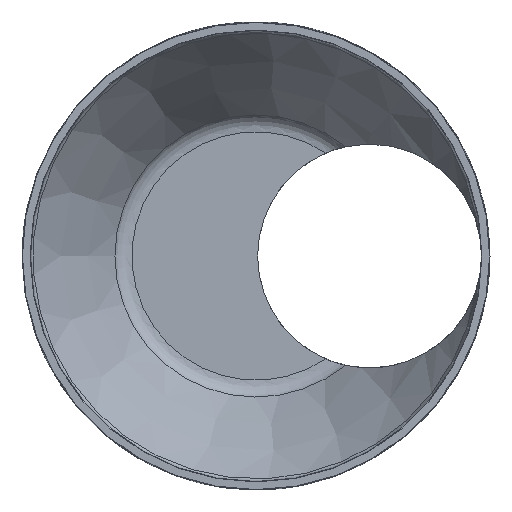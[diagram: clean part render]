
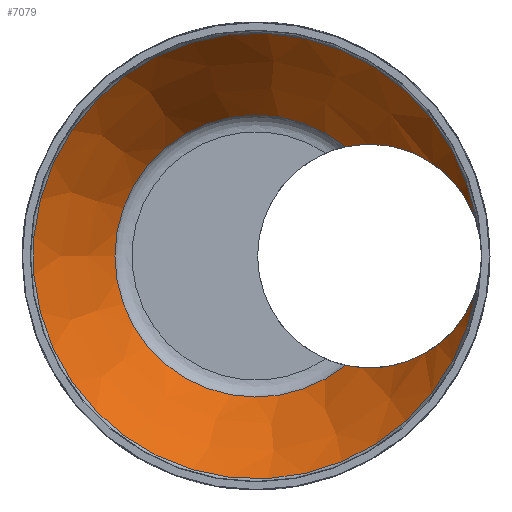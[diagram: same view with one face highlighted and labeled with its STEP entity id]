
A CAD part, left-side view. The second image highlights one B-rep face of the part: STEP entity #7079.
In plain terms, the highlighted conical face has half-angle 30 degrees and reference radius 58.767 mm.
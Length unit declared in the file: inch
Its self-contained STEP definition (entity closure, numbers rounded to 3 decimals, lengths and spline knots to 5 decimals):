
#18=CONICAL_SURFACE('',#7416,2.31365,30.);
#826=FACE_OUTER_BOUND('',#1255,.T.);
#1255=EDGE_LOOP('',(#6625,#6626,#6627,#6628));
#2293=CIRCLE('',#7404,2.85751);
#2297=CIRCLE('',#7414,1.80847);
#2740=B_SPLINE_CURVE_WITH_KNOTS('',3,(#16237,#16238,#16239,#16240,#16241,
#16242,#16243,#16244,#16245,#16246,#16247,#16248,#16249,#16250,#16251,#16252,
#16253,#16254,#16255,#16256,#16257,#16258),.UNSPECIFIED.,.F.,.F.,(4,2,2,
2,2,2,2,2,2,2,4),(1.1884,1.33562,2.67123,4.00685,
5.34247,5.87587,6.40928,6.94269,7.47609,
7.89373,8.08367),.UNSPECIFIED.);
#2743=B_SPLINE_CURVE_WITH_KNOTS('',3,(#16281,#16282,#16283,#16284,#16285,
#16286,#16287,#16288,#16289,#16290,#16291,#16292,#16293,#16294,#16295,#16296,
#16297,#16298,#16299,#16300,#16301,#16302),.UNSPECIFIED.,.F.,.F.,(4,2,2,
2,2,2,2,2,2,2,4),(10.2096,10.39955,10.81718,11.35059,
11.884,12.4174,12.95081,14.28642,15.62204,
16.95766,17.10487),.UNSPECIFIED.);
#3441=VERTEX_POINT('',#16220);
#3442=VERTEX_POINT('',#16229);
#3443=VERTEX_POINT('',#16236);
#3446=VERTEX_POINT('',#16270);
#4498=EDGE_CURVE('',#3443,#3442,#2740,.T.);
#4502=EDGE_CURVE('',#3441,#3446,#2743,.T.);
#4507=EDGE_CURVE('',#3441,#3442,#2293,.T.);
#4511=EDGE_CURVE('',#3443,#3446,#2297,.T.);
#6625=ORIENTED_EDGE('',*,*,#4498,.T.);
#6626=ORIENTED_EDGE('',*,*,#4507,.F.);
#6627=ORIENTED_EDGE('',*,*,#4502,.T.);
#6628=ORIENTED_EDGE('',*,*,#4511,.F.);
#7079=ADVANCED_FACE('',(#826),#18,.F.);
#7404=AXIS2_PLACEMENT_3D('',#16313,#8512,#8513);
#7414=AXIS2_PLACEMENT_3D('',#16326,#8532,#8533);
#7416=AXIS2_PLACEMENT_3D('',#16328,#8536,#8537);
#8512=DIRECTION('center_axis',(1.,0.,0.));
#8513=DIRECTION('ref_axis',(0.,1.,0.));
#8532=DIRECTION('center_axis',(-1.,0.,0.));
#8533=DIRECTION('ref_axis',(0.,1.,0.));
#8536=DIRECTION('center_axis',(-1.,0.,0.));
#8537=DIRECTION('ref_axis',(0.,-1.,0.));
#16220=CARTESIAN_POINT('',(0.55801,-4.71775,-0.43057));
#16229=CARTESIAN_POINT('',(0.55801,-4.71775,0.43057));
#16236=CARTESIAN_POINT('',(2.375,-3.03685,1.40067));
#16237=CARTESIAN_POINT('Ctrl Pts',(2.375,-3.03685,1.40067));
#16238=CARTESIAN_POINT('Ctrl Pts',(2.35858,-3.04862,1.40329));
#16239=CARTESIAN_POINT('Ctrl Pts',(2.34215,-3.06049,1.40578));
#16240=CARTESIAN_POINT('Ctrl Pts',(2.17675,-3.18097,1.42943));
#16241=CARTESIAN_POINT('Ctrl Pts',(2.02814,-3.29699,1.43903));
#16242=CARTESIAN_POINT('Ctrl Pts',(1.74031,-3.53574,1.42779));
#16243=CARTESIAN_POINT('Ctrl Pts',(1.60097,-3.65853,1.40695));
#16244=CARTESIAN_POINT('Ctrl Pts',(1.3386,-3.90105,1.33059));
#16245=CARTESIAN_POINT('Ctrl Pts',(1.21554,-4.02076,1.27513));
#16246=CARTESIAN_POINT('Ctrl Pts',(1.05884,-4.17874,1.17193));
#16247=CARTESIAN_POINT('Ctrl Pts',(1.01347,-4.2252,1.13792));
#16248=CARTESIAN_POINT('Ctrl Pts',(0.92499,-4.31712,
1.0608));
#16249=CARTESIAN_POINT('Ctrl Pts',(0.88188,-4.36259,
1.01768));
#16250=CARTESIAN_POINT('Ctrl Pts',(0.80089,-4.44911,0.92346));
#16251=CARTESIAN_POINT('Ctrl Pts',(0.76296,-4.49019,
0.87231));
#16252=CARTESIAN_POINT('Ctrl Pts',(0.69444,-4.56516,
0.76432));
#16253=CARTESIAN_POINT('Ctrl Pts',(0.66385,-4.59903,
0.70747));
#16254=CARTESIAN_POINT('Ctrl Pts',(0.61689,-4.65138,
0.60436));
#16255=CARTESIAN_POINT('Ctrl Pts',(0.59737,-4.6733,
0.55516));
#16256=CARTESIAN_POINT('Ctrl Pts',(0.57225,-4.70163,
0.47948));
#16257=CARTESIAN_POINT('Ctrl Pts',(0.56486,-4.70998,
0.45525));
#16258=CARTESIAN_POINT('Ctrl Pts',(0.55801,-4.71775,
0.43057));
#16270=CARTESIAN_POINT('',(2.375,-3.03685,-1.40067));
#16281=CARTESIAN_POINT('Ctrl Pts',(0.55801,-4.71775,
-0.43057));
#16282=CARTESIAN_POINT('Ctrl Pts',(0.56486,-4.70998,
-0.45525));
#16283=CARTESIAN_POINT('Ctrl Pts',(0.57225,-4.70163,
-0.47948));
#16284=CARTESIAN_POINT('Ctrl Pts',(0.59737,-4.6733,
-0.55516));
#16285=CARTESIAN_POINT('Ctrl Pts',(0.61689,-4.65138,
-0.60436));
#16286=CARTESIAN_POINT('Ctrl Pts',(0.66385,-4.59903,-0.70747));
#16287=CARTESIAN_POINT('Ctrl Pts',(0.69444,-4.56516,
-0.76432));
#16288=CARTESIAN_POINT('Ctrl Pts',(0.76296,-4.49019,-0.87231));
#16289=CARTESIAN_POINT('Ctrl Pts',(0.80089,-4.44911,
-0.92346));
#16290=CARTESIAN_POINT('Ctrl Pts',(0.88188,-4.36259,
-1.01768));
#16291=CARTESIAN_POINT('Ctrl Pts',(0.92499,-4.31712,
-1.0608));
#16292=CARTESIAN_POINT('Ctrl Pts',(1.01347,-4.2252,-1.13792));
#16293=CARTESIAN_POINT('Ctrl Pts',(1.05884,-4.17874,-1.17193));
#16294=CARTESIAN_POINT('Ctrl Pts',(1.21554,-4.02076,-1.27513));
#16295=CARTESIAN_POINT('Ctrl Pts',(1.3386,-3.90105,-1.33059));
#16296=CARTESIAN_POINT('Ctrl Pts',(1.60097,-3.65853,-1.40695));
#16297=CARTESIAN_POINT('Ctrl Pts',(1.74031,-3.53574,-1.42779));
#16298=CARTESIAN_POINT('Ctrl Pts',(2.02814,-3.29699,-1.43903));
#16299=CARTESIAN_POINT('Ctrl Pts',(2.17675,-3.18097,-1.42943));
#16300=CARTESIAN_POINT('Ctrl Pts',(2.34215,-3.06049,-1.40578));
#16301=CARTESIAN_POINT('Ctrl Pts',(2.35858,-3.04862,-1.40329));
#16302=CARTESIAN_POINT('Ctrl Pts',(2.375,-3.03685,-1.40067));
#16313=CARTESIAN_POINT('Origin',(0.55801,-1.89287,0.));
#16326=CARTESIAN_POINT('Origin',(2.375,-1.89287,0.));
#16328=CARTESIAN_POINT('Origin',(1.5,-1.89287,0.));
